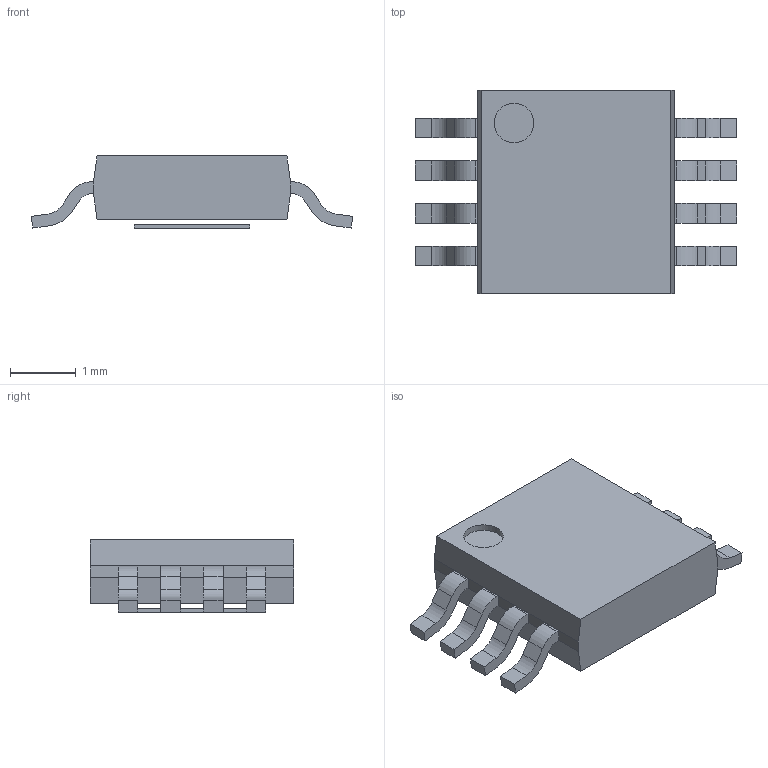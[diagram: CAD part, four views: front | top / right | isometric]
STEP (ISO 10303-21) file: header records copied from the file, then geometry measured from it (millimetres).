
FILE_DESCRIPTION(/* description */ (''),/* implementation_level */ '2;1');
FILE_NAME(/* name */ 'SOP65P490X110-9N-R176X182.stp',/* time_stamp */ '2017-08-30T11:31:37+02:00',/* author */ ('jchouvet'),/* organization */ (''),/* preprocessor_version */ 'ST-DEVELOPER v16.1',/* originating_system */ 'AutoCAD Mechanical',/* authorisation */ '');
FILE_SCHEMA (('AUTOMOTIVE_DESIGN { 1 0 10303 214 3 1 1 }'));
Length unit declared in the file: millimetre
Products named in the file (1): Product
Bounding box: 4.9 x 3.1 x 1.1 mm (x, y, z)
Volume: 9.5 mm3; surface area: 46.3 mm2
Topology: 10 solids, 10 shells, 130 faces, 327 edges, 218 vertices
Faces by surface type: plane 97, cylinder 33
Full cylindrical faces by diameter (mm): 0.6 x1
Entity records: 3902 total; most frequent: CARTESIAN_POINT 675, DIRECTION 654, ORIENTED_EDGE 652, EDGE_CURVE 326, LINE 260, VECTOR 260, VERTEX_POINT 218, AXIS2_PLACEMENT_3D 197
